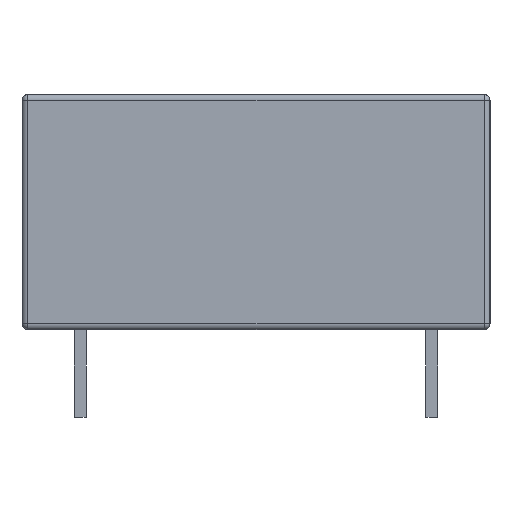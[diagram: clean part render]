
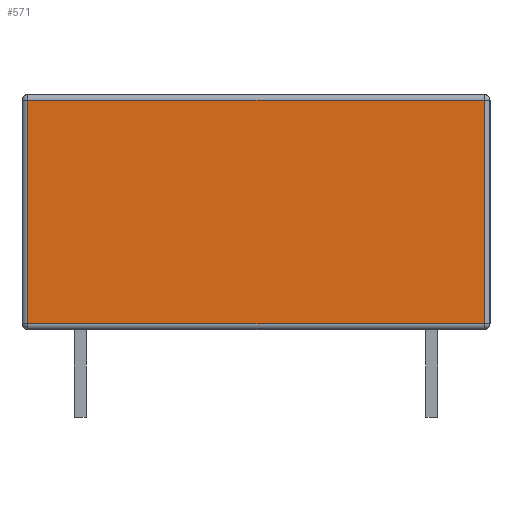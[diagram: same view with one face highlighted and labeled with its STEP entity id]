
A CAD part, left-side view. The second image highlights one B-rep face of the part: STEP entity #571.
In plain terms, the highlighted planar face has unit normal (-1, 0, 0).
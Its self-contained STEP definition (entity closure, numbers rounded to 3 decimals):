
#571 = ADVANCED_FACE( '', ( #1222 ), #1223, .F. );
#1222 = FACE_OUTER_BOUND( '', #2003, .T. );
#1223 = PLANE( '', #2004 );
#2003 = EDGE_LOOP( '', ( #3921, #3922, #3923, #3924 ) );
#2004 = AXIS2_PLACEMENT_3D( '', #3925, #3926, #3927 );
#3921 = ORIENTED_EDGE( '', *, *, #5587, .T. );
#3922 = ORIENTED_EDGE( '', *, *, #5656, .T. );
#3923 = ORIENTED_EDGE( '', *, *, #5323, .T. );
#3924 = ORIENTED_EDGE( '', *, *, #5428, .T. );
#3925 = CARTESIAN_POINT( '', ( -16., 10.15, 5.1 ) );
#3926 = DIRECTION( '', ( 1., 0., 0. ) );
#3927 = DIRECTION( '', ( 0., 0., -1. ) );
#5323 = EDGE_CURVE( '', #6334, #6332, #6335, .T. );
#5428 = EDGE_CURVE( '', #6332, #6498, #6500, .F. );
#5587 = EDGE_CURVE( '', #6498, #6271, #6733, .F. );
#5656 = EDGE_CURVE( '', #6271, #6334, #6823, .T. );
#6271 = VERTEX_POINT( '', #7979 );
#6332 = VERTEX_POINT( '', #8157 );
#6334 = VERTEX_POINT( '', #8159 );
#6335 = LINE( '', #8160, #8161 );
#6498 = VERTEX_POINT( '', #8696 );
#6500 = LINE( '', #8698, #8699 );
#6733 = LINE( '', #9264, #9265 );
#6823 = LINE( '', #9548, #9549 );
#7979 = CARTESIAN_POINT( '', ( -16., 9.9, 4.85 ) );
#8157 = CARTESIAN_POINT( '', ( -16., -9.9, -4.85 ) );
#8159 = CARTESIAN_POINT( '', ( -16., 9.9, -4.85 ) );
#8160 = CARTESIAN_POINT( '', ( -16., 10.15, -4.85 ) );
#8161 = VECTOR( '', #10421, 1000. );
#8696 = CARTESIAN_POINT( '', ( -16., -9.9, 4.85 ) );
#8698 = CARTESIAN_POINT( '', ( -16., -9.9, 5.1 ) );
#8699 = VECTOR( '', #10471, 1000. );
#9264 = CARTESIAN_POINT( '', ( -16., 10.15, 4.85 ) );
#9265 = VECTOR( '', #10533, 1000. );
#9548 = CARTESIAN_POINT( '', ( -16., 9.9, 5.1 ) );
#9549 = VECTOR( '', #10556, 1000. );
#10421 = DIRECTION( '', ( 0., -1., 0. ) );
#10471 = DIRECTION( '', ( 0., 0., -1. ) );
#10533 = DIRECTION( '', ( 0., -1., 0. ) );
#10556 = DIRECTION( '', ( 0., 0., -1. ) );
